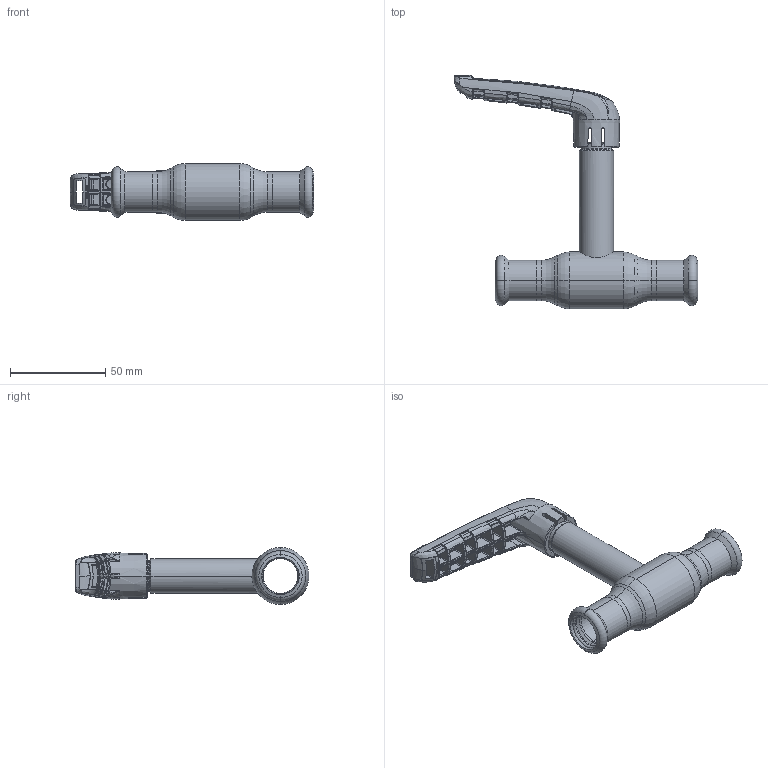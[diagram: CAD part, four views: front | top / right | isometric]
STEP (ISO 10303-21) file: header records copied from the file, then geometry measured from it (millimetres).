
FILE_DESCRIPTION (( 'STEP AP214' ), '1' );
FILE_NAME ('XPR20101 DN15 18 x 18.step', '2018-09-25T08:39:08', ( '' ), ( '' ), 'SwSTEP 2.0', 'SolidWorks 2017', '' );
FILE_SCHEMA (( 'AUTOMOTIVE_DESIGN' ));
Length unit declared in the file: millimetre
Products named in the file (1): XPR20101 DN15 18 x 18
Bounding box: 128.08 x 123.08 x 30 mm (x, y, z)
Surface area: 25649.1 mm2 (no closed solid volume)
Topology: 0 solids, 10 shells, 803 faces, 2514 edges, 1603 vertices
Faces by surface type: bspline 665, plane 45, cylinder 36, cone 32, torus 25
Entity records: 59704 total; most frequent: CARTESIAN_POINT 34888, ORIENTED_EDGE 4184, EDGE_CURVE 2482, B_SPLINE_CURVE_WITH_KNOTS 1743, VERTEX_POINT 1603, DIRECTION 1578, EDGE_LOOP 824, UNCERTAINTY_MEASURE_WITH_UNIT 805
